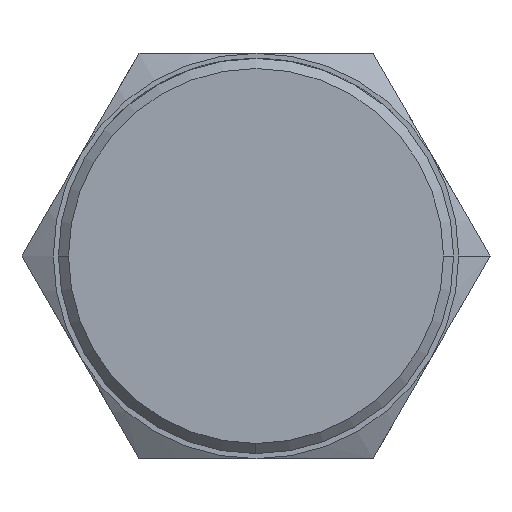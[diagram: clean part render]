
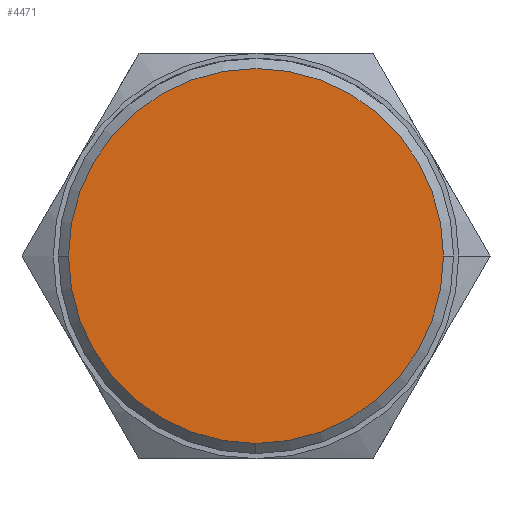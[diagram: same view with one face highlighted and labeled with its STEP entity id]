
A CAD part, left-side view. The second image highlights one B-rep face of the part: STEP entity #4471.
In plain terms, the highlighted planar face has unit normal (-1, 0, 0).
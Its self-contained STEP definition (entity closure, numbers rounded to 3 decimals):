
#11 = VERTEX_POINT ( 'NONE', #3528 ) ;
#75 = EDGE_LOOP ( 'NONE', ( #2268, #2953, #3560 ) ) ;
#198 = CIRCLE ( 'NONE', #811, 3.7 ) ;
#277 = VERTEX_POINT ( 'NONE', #5512 ) ;
#746 = DIRECTION ( 'NONE',  ( 0., 0., 1. ) ) ;
#811 = AXIS2_PLACEMENT_3D ( 'NONE', #1858, #2402, #4397 ) ;
#1135 = DIRECTION ( 'NONE',  ( -1., 0., 0. ) ) ;
#1166 = FACE_OUTER_BOUND ( 'NONE', #75, .T. ) ;
#1396 = CARTESIAN_POINT ( 'NONE',  ( 0., 0., 0. ) ) ;
#1545 = CARTESIAN_POINT ( 'NONE',  ( 0., 0., 0. ) ) ;
#1821 = AXIS2_PLACEMENT_3D ( 'NONE', #5583, #1135, #746 ) ;
#1858 = CARTESIAN_POINT ( 'NONE',  ( 0., 0., 0. ) ) ;
#2268 = ORIENTED_EDGE ( 'NONE', *, *, #3502, .T. ) ;
#2402 = DIRECTION ( 'NONE',  ( -1., 0., 0. ) ) ;
#2746 = AXIS2_PLACEMENT_3D ( 'NONE', #1396, #6206, #5849 ) ;
#2837 = EDGE_CURVE ( 'NONE', #11, #277, #5859, .T. ) ;
#2953 = ORIENTED_EDGE ( 'NONE', *, *, #5750, .T. ) ;
#3333 = CARTESIAN_POINT ( 'NONE',  ( 0., 3.7, 0. ) ) ;
#3502 = EDGE_CURVE ( 'NONE', #277, #4516, #3786, .T. ) ;
#3524 = DIRECTION ( 'NONE',  ( -1., 0., 0. ) ) ;
#3528 = CARTESIAN_POINT ( 'NONE',  ( 0., 0., -3.7 ) ) ;
#3560 = ORIENTED_EDGE ( 'NONE', *, *, #2837, .T. ) ;
#3561 = AXIS2_PLACEMENT_3D ( 'NONE', #1545, #3524, #6038 ) ;
#3786 = CIRCLE ( 'NONE', #2746, 3.7 ) ;
#4397 = DIRECTION ( 'NONE',  ( 0., 1., 0. ) ) ;
#4471 = ADVANCED_FACE ( 'NONE', ( #1166 ), #5192, .T. ) ;
#4516 = VERTEX_POINT ( 'NONE', #3333 ) ;
#5192 = PLANE ( 'NONE',  #1821 ) ;
#5512 = CARTESIAN_POINT ( 'NONE',  ( 0., -3.7, 0. ) ) ;
#5583 = CARTESIAN_POINT ( 'NONE',  ( 0., 0., 0. ) ) ;
#5750 = EDGE_CURVE ( 'NONE', #4516, #11, #198, .T. ) ;
#5849 = DIRECTION ( 'NONE',  ( 0., -1., 0. ) ) ;
#5859 = CIRCLE ( 'NONE', #3561, 3.7 ) ;
#6038 = DIRECTION ( 'NONE',  ( 0., 1., 0. ) ) ;
#6206 = DIRECTION ( 'NONE',  ( -1., 0., 0. ) ) ;
